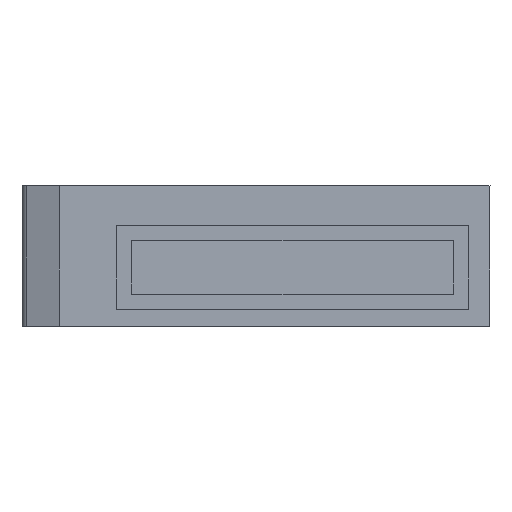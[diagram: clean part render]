
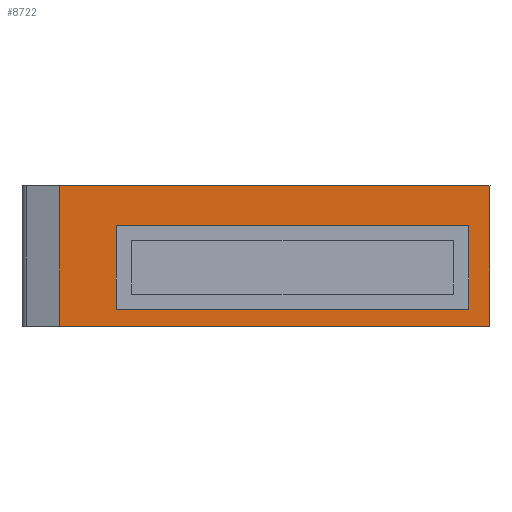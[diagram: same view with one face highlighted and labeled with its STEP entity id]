
A CAD part, top view. The second image highlights one B-rep face of the part: STEP entity #8722.
In plain terms, the highlighted face is planar.
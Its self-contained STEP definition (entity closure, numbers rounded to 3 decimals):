
#359 = CARTESIAN_POINT ( 'NONE',  ( -29.102, 9.2, 0. ) ) ;
#421 = CARTESIAN_POINT ( 'NONE',  ( -14.685, 9.2, 0. ) ) ;
#877 = FACE_OUTER_BOUND ( 'NONE', #6257, .T. ) ;
#993 = LINE ( 'NONE', #359, #4502 ) ;
#1007 = ORIENTED_EDGE ( 'NONE', *, *, #3408, .F. ) ;
#1475 = VECTOR ( 'NONE', #3475, 1000. ) ;
#1721 = LINE ( 'NONE', #6213, #1475 ) ;
#1737 = DIRECTION ( 'NONE',  ( -1., 0., 0. ) ) ;
#1901 = CARTESIAN_POINT ( 'NONE',  ( -0.836, 0., 0. ) ) ;
#2488 = DIRECTION ( 'NONE',  ( -1., 0., 0. ) ) ;
#2669 = VECTOR ( 'NONE', #2488, 1000. ) ;
#2982 = CARTESIAN_POINT ( 'NONE',  ( -29.102, 9.2, 0. ) ) ;
#3357 = LINE ( 'NONE', #6954, #5307 ) ;
#3408 = EDGE_CURVE ( 'NONE', #3739, #7027, #993, .T. ) ;
#3475 = DIRECTION ( 'NONE',  ( -1., 0., 0. ) ) ;
#3739 = VERTEX_POINT ( 'NONE', #2982 ) ;
#4211 = CARTESIAN_POINT ( 'NONE',  ( -0.836, 9.2, 0. ) ) ;
#4395 = EDGE_CURVE ( 'NONE', #8174, #3739, #5483, .T. ) ;
#4502 = VECTOR ( 'NONE', #9029, 1000. ) ;
#5305 = DIRECTION ( 'NONE',  ( 0., 0., -1. ) ) ;
#5307 = VECTOR ( 'NONE', #6807, 1000. ) ;
#5353 = PLANE ( 'NONE',  #7074 ) ;
#5483 = LINE ( 'NONE', #421, #2669 ) ;
#6213 = CARTESIAN_POINT ( 'NONE',  ( -14.685, 0., 0. ) ) ;
#6257 = EDGE_LOOP ( 'NONE', ( #7909, #8754, #6416, #1007 ) ) ;
#6414 = CARTESIAN_POINT ( 'NONE',  ( -29.102, 0., 0. ) ) ;
#6416 = ORIENTED_EDGE ( 'NONE', *, *, #9140, .T. ) ;
#6508 = VERTEX_POINT ( 'NONE', #1901 ) ;
#6807 = DIRECTION ( 'NONE',  ( 0., 1., 0. ) ) ;
#6954 = CARTESIAN_POINT ( 'NONE',  ( -0.836, 9.2, 0. ) ) ;
#7027 = VERTEX_POINT ( 'NONE', #6414 ) ;
#7074 = AXIS2_PLACEMENT_3D ( 'NONE', #8253, #5305, #1737 ) ;
#7173 = EDGE_CURVE ( 'NONE', #6508, #8174, #3357, .T. ) ;
#7909 = ORIENTED_EDGE ( 'NONE', *, *, #4395, .F. ) ;
#8174 = VERTEX_POINT ( 'NONE', #4211 ) ;
#8253 = CARTESIAN_POINT ( 'NONE',  ( -14.969, 9.2, 0. ) ) ;
#8722 = ADVANCED_FACE ( 'NONE', ( #877 ), #5353, .T. ) ;
#8754 = ORIENTED_EDGE ( 'NONE', *, *, #7173, .F. ) ;
#9029 = DIRECTION ( 'NONE',  ( 0., -1., 0. ) ) ;
#9140 = EDGE_CURVE ( 'NONE', #6508, #7027, #1721, .T. ) ;
